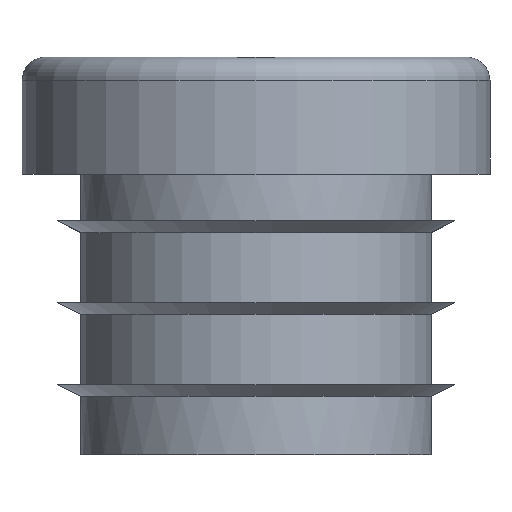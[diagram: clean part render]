
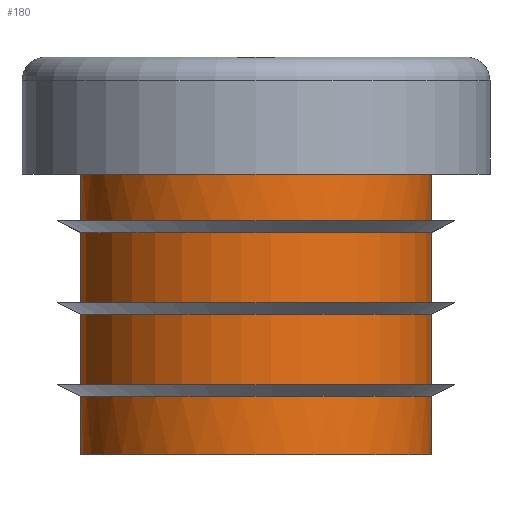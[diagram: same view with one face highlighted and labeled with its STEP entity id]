
A CAD part, left-side view. The second image highlights one B-rep face of the part: STEP entity #180.
In plain terms, the highlighted cylindrical face has radius 7.5 mm (diameter 15 mm), a partial arc.
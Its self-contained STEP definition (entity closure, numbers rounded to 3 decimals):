
#180 = ADVANCED_FACE( '', ( #385, #386, #387, #388 ), #389, .T. );
#385 = FACE_BOUND( '', #610, .T. );
#386 = FACE_OUTER_BOUND( '', #611, .T. );
#387 = FACE_BOUND( '', #612, .T. );
#388 = FACE_BOUND( '', #613, .T. );
#389 = CYLINDRICAL_SURFACE( '', #614, 7.5 );
#610 = EDGE_LOOP( '', ( #1056, #1057, #1058, #1059 ) );
#611 = EDGE_LOOP( '', ( #1060, #1061, #1062, #1063 ) );
#612 = EDGE_LOOP( '', ( #1064, #1065, #1066, #1067 ) );
#613 = EDGE_LOOP( '', ( #1068, #1069, #1070, #1071 ) );
#614 = AXIS2_PLACEMENT_3D( '', #1072, #1073, #1074 );
#1056 = ORIENTED_EDGE( '', *, *, #1271, .T. );
#1057 = ORIENTED_EDGE( '', *, *, #1351, .T. );
#1058 = ORIENTED_EDGE( '', *, *, #1444, .F. );
#1059 = ORIENTED_EDGE( '', *, *, #1429, .F. );
#1060 = ORIENTED_EDGE( '', *, *, #1386, .T. );
#1061 = ORIENTED_EDGE( '', *, *, #1445, .F. );
#1062 = ORIENTED_EDGE( '', *, *, #1357, .F. );
#1063 = ORIENTED_EDGE( '', *, *, #1371, .T. );
#1064 = ORIENTED_EDGE( '', *, *, #1267, .T. );
#1065 = ORIENTED_EDGE( '', *, *, #1446, .T. );
#1066 = ORIENTED_EDGE( '', *, *, #1416, .F. );
#1067 = ORIENTED_EDGE( '', *, *, #1380, .F. );
#1068 = ORIENTED_EDGE( '', *, *, #1447, .T. );
#1069 = ORIENTED_EDGE( '', *, *, #1448, .T. );
#1070 = ORIENTED_EDGE( '', *, *, #1293, .F. );
#1071 = ORIENTED_EDGE( '', *, *, #1435, .F. );
#1072 = CARTESIAN_POINT( '', ( -12.5, 0., 12. ) );
#1073 = DIRECTION( '', ( 0., 0., 1. ) );
#1074 = DIRECTION( '', ( -1., 0., 0. ) );
#1267 = EDGE_CURVE( '', #1486, #1488, #1490, .T. );
#1271 = EDGE_CURVE( '', #1493, #1495, #1497, .T. );
#1293 = EDGE_CURVE( '', #1534, #1536, #1537, .T. );
#1351 = EDGE_CURVE( '', #1495, #1629, #1631, .T. );
#1357 = EDGE_CURVE( '', #1638, #1640, #1641, .T. );
#1371 = EDGE_CURVE( '', #1638, #1660, #1662, .T. );
#1380 = EDGE_CURVE( '', #1486, #1674, #1675, .T. );
#1386 = EDGE_CURVE( '', #1660, #1683, #1684, .T. );
#1416 = EDGE_CURVE( '', #1674, #1722, #1723, .T. );
#1429 = EDGE_CURVE( '', #1493, #1741, #1742, .T. );
#1435 = EDGE_CURVE( '', #1749, #1534, #1750, .T. );
#1444 = EDGE_CURVE( '', #1741, #1629, #1761, .T. );
#1445 = EDGE_CURVE( '', #1640, #1683, #1762, .T. );
#1446 = EDGE_CURVE( '', #1488, #1722, #1763, .T. );
#1447 = EDGE_CURVE( '', #1749, #1764, #1765, .T. );
#1448 = EDGE_CURVE( '', #1764, #1536, #1766, .T. );
#1486 = VERTEX_POINT( '', #1806 );
#1488 = VERTEX_POINT( '', #1809 );
#1490 = LINE( '', #1812, #1813 );
#1493 = VERTEX_POINT( '', #1816 );
#1495 = VERTEX_POINT( '', #1819 );
#1497 = LINE( '', #1822, #1823 );
#1534 = VERTEX_POINT( '', #1869 );
#1536 = VERTEX_POINT( '', #1872 );
#1537 = LINE( '', #1873, #1874 );
#1629 = VERTEX_POINT( '', #2001 );
#1631 = CIRCLE( '', #2004, 7.5 );
#1638 = VERTEX_POINT( '', #2013 );
#1640 = VERTEX_POINT( '', #2016 );
#1641 = CIRCLE( '', #2017, 7.5 );
#1660 = VERTEX_POINT( '', #2046 );
#1662 = LINE( '', #2049, #2050 );
#1674 = VERTEX_POINT( '', #2065 );
#1675 = CIRCLE( '', #2066, 7.5 );
#1683 = VERTEX_POINT( '', #2076 );
#1684 = CIRCLE( '', #2077, 7.5 );
#1722 = VERTEX_POINT( '', #2131 );
#1723 = LINE( '', #2132, #2133 );
#1741 = VERTEX_POINT( '', #2159 );
#1742 = CIRCLE( '', #2160, 7.5 );
#1749 = VERTEX_POINT( '', #2168 );
#1750 = CIRCLE( '', #2169, 7.5 );
#1761 = LINE( '', #2183, #2184 );
#1762 = LINE( '', #2185, #2186 );
#1763 = CIRCLE( '', #2187, 7.5 );
#1764 = VERTEX_POINT( '', #2188 );
#1765 = LINE( '', #2189, #2190 );
#1766 = CIRCLE( '', #2191, 7.5 );
#1806 = CARTESIAN_POINT( '', ( -13.154, -7.471, 10. ) );
#1809 = CARTESIAN_POINT( '', ( -13.154, -7.471, 9.5 ) );
#1812 = CARTESIAN_POINT( '', ( -13.154, -7.471, 10. ) );
#1813 = VECTOR( '', #2242, 1000. );
#1816 = CARTESIAN_POINT( '', ( -13.154, -7.471, 6.5 ) );
#1819 = CARTESIAN_POINT( '', ( -13.154, -7.471, 6. ) );
#1822 = CARTESIAN_POINT( '', ( -13.154, -7.471, 6.5 ) );
#1823 = VECTOR( '', #2245, 1000. );
#1869 = CARTESIAN_POINT( '', ( -13.154, 7.471, 3. ) );
#1872 = CARTESIAN_POINT( '', ( -13.154, 7.471, 2.5 ) );
#1873 = CARTESIAN_POINT( '', ( -13.154, 7.471, 3. ) );
#1874 = VECTOR( '', #2274, 1000. );
#2001 = CARTESIAN_POINT( '', ( -13.154, 7.471, 6. ) );
#2004 = AXIS2_PLACEMENT_3D( '', #2338, #2339, #2340 );
#2013 = CARTESIAN_POINT( '', ( -12.5, 7.5, 12. ) );
#2016 = CARTESIAN_POINT( '', ( -12.5, -7.5, 12. ) );
#2017 = AXIS2_PLACEMENT_3D( '', #2347, #2348, #2349 );
#2046 = CARTESIAN_POINT( '', ( -12.5, 7.5, 0. ) );
#2049 = CARTESIAN_POINT( '', ( -12.5, 7.5, 12. ) );
#2050 = VECTOR( '', #2361, 1000. );
#2065 = CARTESIAN_POINT( '', ( -13.154, 7.471, 10. ) );
#2066 = AXIS2_PLACEMENT_3D( '', #2371, #2372, #2373 );
#2076 = CARTESIAN_POINT( '', ( -12.5, -7.5, 0. ) );
#2077 = AXIS2_PLACEMENT_3D( '', #2382, #2383, #2384 );
#2131 = CARTESIAN_POINT( '', ( -13.154, 7.471, 9.5 ) );
#2132 = CARTESIAN_POINT( '', ( -13.154, 7.471, 10. ) );
#2133 = VECTOR( '', #2410, 1000. );
#2159 = CARTESIAN_POINT( '', ( -13.154, 7.471, 6.5 ) );
#2160 = AXIS2_PLACEMENT_3D( '', #2419, #2420, #2421 );
#2168 = CARTESIAN_POINT( '', ( -13.154, -7.471, 3. ) );
#2169 = AXIS2_PLACEMENT_3D( '', #2429, #2430, #2431 );
#2183 = CARTESIAN_POINT( '', ( -13.154, 7.471, 6.5 ) );
#2184 = VECTOR( '', #2441, 1000. );
#2185 = CARTESIAN_POINT( '', ( -12.5, -7.5, 12. ) );
#2186 = VECTOR( '', #2442, 1000. );
#2187 = AXIS2_PLACEMENT_3D( '', #2443, #2444, #2445 );
#2188 = CARTESIAN_POINT( '', ( -13.154, -7.471, 2.5 ) );
#2189 = CARTESIAN_POINT( '', ( -13.154, -7.471, 3. ) );
#2190 = VECTOR( '', #2446, 1000. );
#2191 = AXIS2_PLACEMENT_3D( '', #2447, #2448, #2449 );
#2242 = DIRECTION( '', ( 0., 0., -1. ) );
#2245 = DIRECTION( '', ( 0., 0., -1. ) );
#2274 = DIRECTION( '', ( 0., 0., -1. ) );
#2338 = CARTESIAN_POINT( '', ( -12.5, 0., 6. ) );
#2339 = DIRECTION( '', ( 0., 0., -1. ) );
#2340 = DIRECTION( '', ( -1., 0., 0. ) );
#2347 = CARTESIAN_POINT( '', ( -12.5, 0., 12. ) );
#2348 = DIRECTION( '', ( 0., 0., 1. ) );
#2349 = DIRECTION( '', ( 1., 0., 0. ) );
#2361 = DIRECTION( '', ( 0., 0., -1. ) );
#2371 = CARTESIAN_POINT( '', ( -12.5, 0., 10. ) );
#2372 = DIRECTION( '', ( 0., 0., -1. ) );
#2373 = DIRECTION( '', ( -1., 0., 0. ) );
#2382 = CARTESIAN_POINT( '', ( -12.5, 0., 0. ) );
#2383 = DIRECTION( '', ( 0., 0., 1. ) );
#2384 = DIRECTION( '', ( 1., 0., 0. ) );
#2410 = DIRECTION( '', ( 0., 0., -1. ) );
#2419 = CARTESIAN_POINT( '', ( -12.5, 0., 6.5 ) );
#2420 = DIRECTION( '', ( 0., 0., -1. ) );
#2421 = DIRECTION( '', ( -1., 0., 0. ) );
#2429 = CARTESIAN_POINT( '', ( -12.5, 0., 3. ) );
#2430 = DIRECTION( '', ( 0., 0., -1. ) );
#2431 = DIRECTION( '', ( -1., 0., 0. ) );
#2441 = DIRECTION( '', ( 0., 0., -1. ) );
#2442 = DIRECTION( '', ( 0., 0., -1. ) );
#2443 = CARTESIAN_POINT( '', ( -12.5, 0., 9.5 ) );
#2444 = DIRECTION( '', ( 0., 0., -1. ) );
#2445 = DIRECTION( '', ( -1., 0., 0. ) );
#2446 = DIRECTION( '', ( 0., 0., -1. ) );
#2447 = CARTESIAN_POINT( '', ( -12.5, 0., 2.5 ) );
#2448 = DIRECTION( '', ( 0., 0., -1. ) );
#2449 = DIRECTION( '', ( -1., 0., 0. ) );
